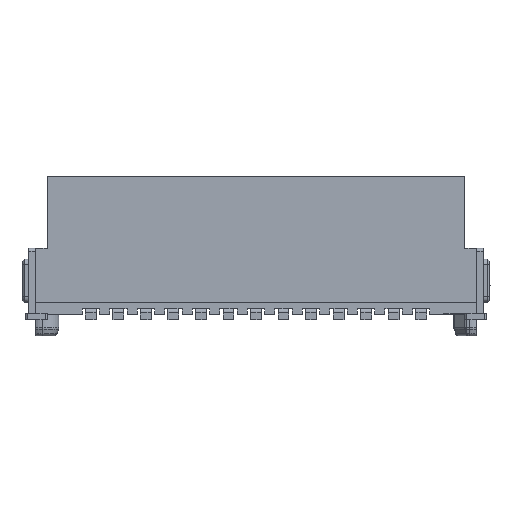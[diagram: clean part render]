
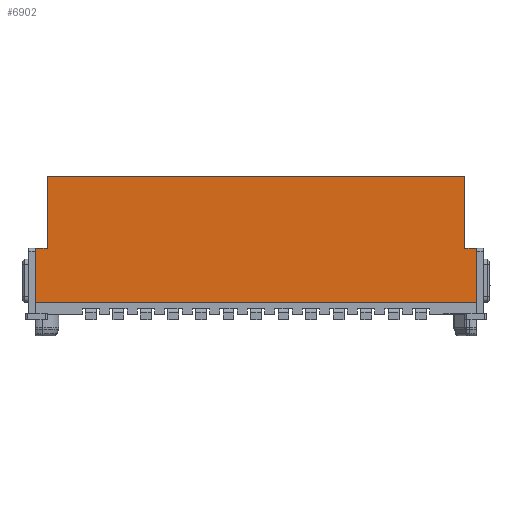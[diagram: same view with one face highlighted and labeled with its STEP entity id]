
A CAD part, front view. The second image highlights one B-rep face of the part: STEP entity #6902.
In plain terms, the highlighted planar face has unit normal (0, -1, 0).
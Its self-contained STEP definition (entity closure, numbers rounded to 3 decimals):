
#6850=AXIS2_PLACEMENT_3D('Plane Axis2P3D',#6847,#6848,#6849) ;
#2713=CARTESIAN_POINT('Vertex',(20.975,1.6,1.55)) ;
#2716=CARTESIAN_POINT('Line Origine',(10.795,1.6,1.55)) ;
#2720=CARTESIAN_POINT('Vertex',(0.615,1.6,1.55)) ;
#6799=CARTESIAN_POINT('Vertex',(20.975,1.6,4.05)) ;
#6802=CARTESIAN_POINT('Line Origine',(20.975,1.6,2.8)) ;
#6847=CARTESIAN_POINT('Axis2P3D Location',(7.319,1.6,1.319)) ;
#6852=CARTESIAN_POINT('Line Origine',(20.7,1.6,4.05)) ;
#6856=CARTESIAN_POINT('Vertex',(20.425,1.6,4.05)) ;
#6859=CARTESIAN_POINT('Line Origine',(20.425,1.6,5.715)) ;
#6863=CARTESIAN_POINT('Vertex',(20.425,1.6,7.38)) ;
#6866=CARTESIAN_POINT('Line Origine',(10.795,1.6,7.38)) ;
#6870=CARTESIAN_POINT('Vertex',(1.165,1.6,7.38)) ;
#6873=CARTESIAN_POINT('Line Origine',(1.165,1.6,5.715)) ;
#6877=CARTESIAN_POINT('Vertex',(1.165,1.6,4.05)) ;
#6880=CARTESIAN_POINT('Line Origine',(0.89,1.6,4.05)) ;
#6884=CARTESIAN_POINT('Vertex',(0.615,1.6,4.05)) ;
#6887=CARTESIAN_POINT('Line Origine',(0.615,1.6,2.8)) ;
#2717=DIRECTION('Vector Direction',(1.,0.,0.)) ;
#6803=DIRECTION('Vector Direction',(0.,0.,1.)) ;
#6848=DIRECTION('Axis2P3D Direction',(0.,-1.,0.)) ;
#6849=DIRECTION('Axis2P3D XDirection',(1.,0.,0.)) ;
#6853=DIRECTION('Vector Direction',(-1.,0.,0.)) ;
#6860=DIRECTION('Vector Direction',(0.,0.,-1.)) ;
#6867=DIRECTION('Vector Direction',(1.,0.,0.)) ;
#6874=DIRECTION('Vector Direction',(0.,0.,-1.)) ;
#6881=DIRECTION('Vector Direction',(-1.,0.,0.)) ;
#6888=DIRECTION('Vector Direction',(0.,0.,-1.)) ;
#2718=VECTOR('Line Direction',#2717,1.) ;
#6804=VECTOR('Line Direction',#6803,1.) ;
#6854=VECTOR('Line Direction',#6853,1.) ;
#6861=VECTOR('Line Direction',#6860,1.) ;
#6868=VECTOR('Line Direction',#6867,1.) ;
#6875=VECTOR('Line Direction',#6874,1.) ;
#6882=VECTOR('Line Direction',#6881,1.) ;
#6889=VECTOR('Line Direction',#6888,1.) ;
#6893=ORIENTED_EDGE('',*,*,#6806,.T.) ;
#6894=ORIENTED_EDGE('',*,*,#6858,.T.) ;
#6895=ORIENTED_EDGE('',*,*,#6865,.F.) ;
#6896=ORIENTED_EDGE('',*,*,#6872,.F.) ;
#6897=ORIENTED_EDGE('',*,*,#6879,.T.) ;
#6898=ORIENTED_EDGE('',*,*,#6886,.T.) ;
#6899=ORIENTED_EDGE('',*,*,#6891,.T.) ;
#6900=ORIENTED_EDGE('',*,*,#2722,.T.) ;
#6902=ADVANCED_FACE('Hauptk\X2\00F6\X0\rper',(#6901),#6851,.T.) ;
#2722=EDGE_CURVE('',#2721,#2714,#2719,.T.) ;
#6806=EDGE_CURVE('',#2714,#6800,#6805,.T.) ;
#6858=EDGE_CURVE('',#6800,#6857,#6855,.T.) ;
#6865=EDGE_CURVE('',#6864,#6857,#6862,.T.) ;
#6872=EDGE_CURVE('',#6871,#6864,#6869,.T.) ;
#6879=EDGE_CURVE('',#6871,#6878,#6876,.T.) ;
#6886=EDGE_CURVE('',#6878,#6885,#6883,.T.) ;
#6891=EDGE_CURVE('',#6885,#2721,#6890,.T.) ;
#6892=EDGE_LOOP('',(#6893,#6894,#6895,#6896,#6897,#6898,#6899,#6900)) ;
#6901=FACE_OUTER_BOUND('',#6892,.T.) ;
#2719=LINE('Line',#2716,#2718) ;
#6805=LINE('Line',#6802,#6804) ;
#6855=LINE('Line',#6852,#6854) ;
#6862=LINE('Line',#6859,#6861) ;
#6869=LINE('Line',#6866,#6868) ;
#6876=LINE('Line',#6873,#6875) ;
#6883=LINE('Line',#6880,#6882) ;
#6890=LINE('Line',#6887,#6889) ;
#6851=PLANE('',#6850) ;
#2714=VERTEX_POINT('',#2713) ;
#2721=VERTEX_POINT('',#2720) ;
#6800=VERTEX_POINT('',#6799) ;
#6857=VERTEX_POINT('',#6856) ;
#6864=VERTEX_POINT('',#6863) ;
#6871=VERTEX_POINT('',#6870) ;
#6878=VERTEX_POINT('',#6877) ;
#6885=VERTEX_POINT('',#6884) ;
